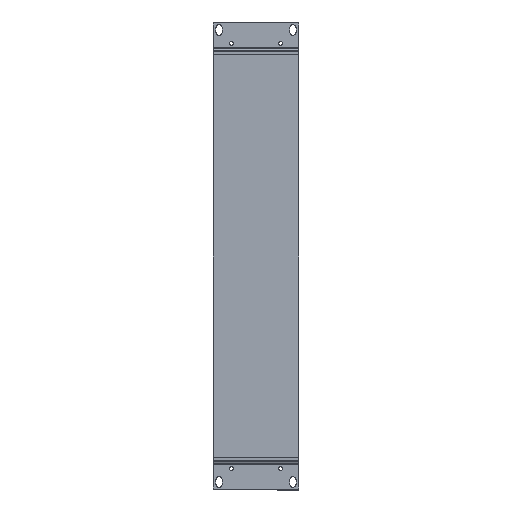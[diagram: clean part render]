
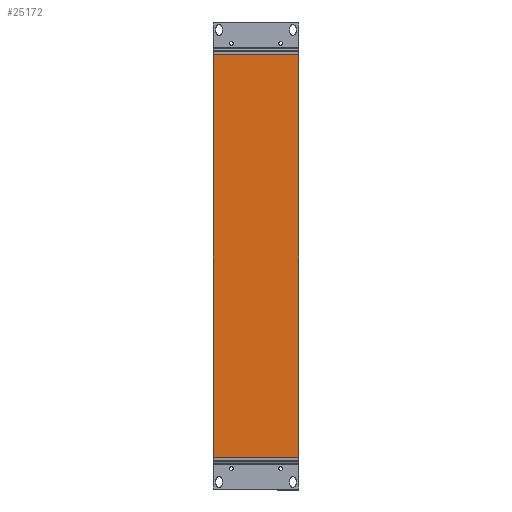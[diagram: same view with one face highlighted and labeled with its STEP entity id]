
A CAD part, left-side view. The second image highlights one B-rep face of the part: STEP entity #25172.
In plain terms, the highlighted planar face has unit normal (-1, 0, 0).
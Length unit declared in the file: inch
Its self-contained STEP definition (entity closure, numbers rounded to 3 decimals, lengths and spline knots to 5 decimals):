
#2577 = VECTOR ( 'NONE', #55498, 39.37008 ) ;
#2933 = VERTEX_POINT ( 'NONE', #74134 ) ;
#6066 = PLANE ( 'NONE',  #37902 ) ;
#7860 = VECTOR ( 'NONE', #79019, 39.37008 ) ;
#13498 = CARTESIAN_POINT ( 'NONE',  ( 0., 1.735, -8.1752 ) ) ;
#14421 = EDGE_CURVE ( 'NONE', #45307, #51855, #61712, .T. ) ;
#14884 = VECTOR ( 'NONE', #115995, 39.37008 ) ;
#23357 = CARTESIAN_POINT ( 'NONE',  ( 0., 1.735, 0. ) ) ;
#25172 = ADVANCED_FACE ( 'NONE', ( #96473 ), #6066, .T. ) ;
#26877 = CARTESIAN_POINT ( 'NONE',  ( 0., 1.735, 8.1752 ) ) ;
#31576 = EDGE_LOOP ( 'NONE', ( #64732, #105849, #83949, #71886 ) ) ;
#36946 = DIRECTION ( 'NONE',  ( 0., 0., -1. ) ) ;
#37902 = AXIS2_PLACEMENT_3D ( 'NONE', #88125, #91606, #36946 ) ;
#45307 = VERTEX_POINT ( 'NONE', #67638 ) ;
#47760 = CARTESIAN_POINT ( 'NONE',  ( 0., 1.735, -8.1752 ) ) ;
#51855 = VERTEX_POINT ( 'NONE', #55731 ) ;
#55498 = DIRECTION ( 'NONE',  ( 0., -1., 0. ) ) ;
#55731 = CARTESIAN_POINT ( 'NONE',  ( 0., -1.735, 8.1752 ) ) ;
#57532 = VERTEX_POINT ( 'NONE', #13498 ) ;
#61712 = LINE ( 'NONE', #77819, #7860 ) ;
#63833 = LINE ( 'NONE', #47760, #2577 ) ;
#64732 = ORIENTED_EDGE ( 'NONE', *, *, #115677, .T. ) ;
#67638 = CARTESIAN_POINT ( 'NONE',  ( 0., -1.735, -8.1752 ) ) ;
#71886 = ORIENTED_EDGE ( 'NONE', *, *, #77722, .T. ) ;
#74134 = CARTESIAN_POINT ( 'NONE',  ( 0., 1.735, 8.1752 ) ) ;
#77722 = EDGE_CURVE ( 'NONE', #2933, #57532, #97571, .T. ) ;
#77819 = CARTESIAN_POINT ( 'NONE',  ( 0., -1.735, 0. ) ) ;
#79019 = DIRECTION ( 'NONE',  ( 0., 0., 1. ) ) ;
#83949 = ORIENTED_EDGE ( 'NONE', *, *, #104650, .T. ) ;
#88067 = DIRECTION ( 'NONE',  ( 0., 0., -1. ) ) ;
#88125 = CARTESIAN_POINT ( 'NONE',  ( 0., 1.735, 0. ) ) ;
#91606 = DIRECTION ( 'NONE',  ( -1., 0., 0. ) ) ;
#96473 = FACE_OUTER_BOUND ( 'NONE', #31576, .T. ) ;
#97571 = LINE ( 'NONE', #23357, #114681 ) ;
#104650 = EDGE_CURVE ( 'NONE', #51855, #2933, #107637, .T. ) ;
#105849 = ORIENTED_EDGE ( 'NONE', *, *, #14421, .T. ) ;
#107637 = LINE ( 'NONE', #26877, #14884 ) ;
#114681 = VECTOR ( 'NONE', #88067, 39.37008 ) ;
#115677 = EDGE_CURVE ( 'NONE', #57532, #45307, #63833, .T. ) ;
#115995 = DIRECTION ( 'NONE',  ( 0., 1., 0. ) ) ;
